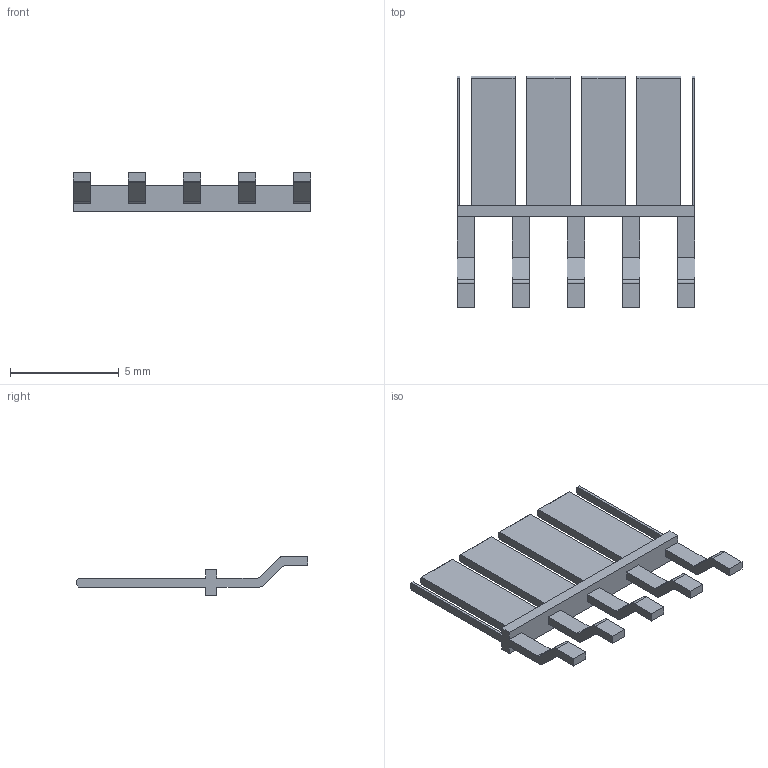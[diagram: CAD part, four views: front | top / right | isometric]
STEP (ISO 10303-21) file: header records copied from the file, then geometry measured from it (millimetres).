
FILE_DESCRIPTION(('FreeCAD Model'),'2;1');
FILE_NAME('Open CASCADE Shape Model','2024-04-08T09:45:56',('Author'),( ''),'Open CASCADE STEP processor 7.6','FreeCAD','Unknown');
FILE_SCHEMA(('AUTOMOTIVE_DESIGN { 1 0 10303 214 1 1 1 1 }'));
Length unit declared in the file: millimetre
Products named in the file (1): C-08-03-05-S_SMH
Bounding box: 10.95 x 10.67 x 1.8 mm (x, y, z)
Volume: 34 mm3; surface area: 220 mm2
Topology: 1 solids, 1 shells, 109 faces, 300 edges, 200 vertices
Faces by surface type: plane 89, cylinder 20
Entity records: 3456 total; most frequent: CARTESIAN_POINT 610, ORIENTED_EDGE 600, DIRECTION 560, EDGE_CURVE 300, LINE 260, VECTOR 260, VERTEX_POINT 200, AXIS2_PLACEMENT_3D 150
